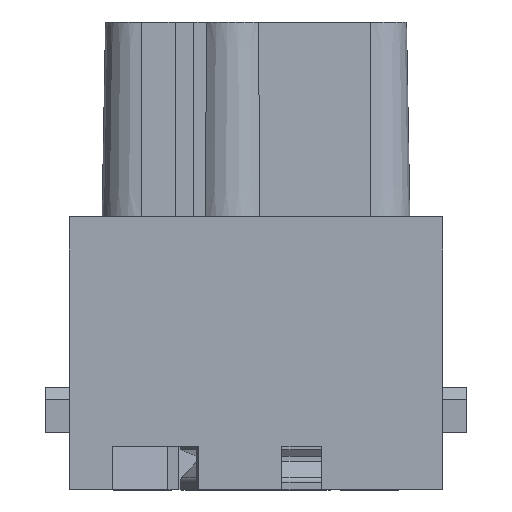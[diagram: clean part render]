
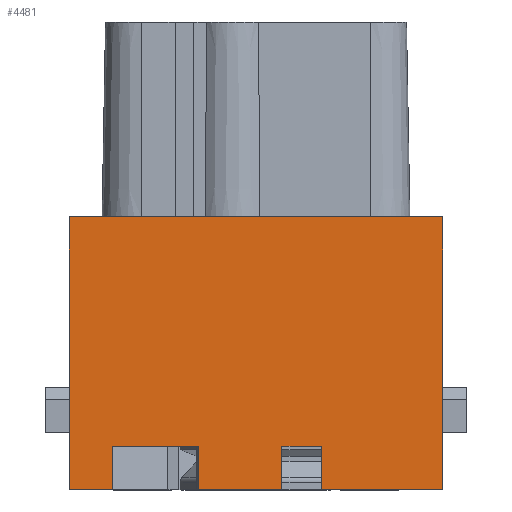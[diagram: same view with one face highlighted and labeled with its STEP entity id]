
A CAD part, left-side view. The second image highlights one B-rep face of the part: STEP entity #4481.
In plain terms, the highlighted planar face has unit normal (-1, 0, 0).
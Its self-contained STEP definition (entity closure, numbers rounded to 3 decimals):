
#4481=ADVANCED_FACE('',(#5527),#5040,.T.);
#5040=PLANE('',#16596);
#5527=FACE_OUTER_BOUND('',#6108,.T.);
#6108=EDGE_LOOP('',(#8105,#8106,#8107,#8108,#8109,#8110,#8111,#8112,#8113,
#8114,#8115,#8116));
#8105=ORIENTED_EDGE('',*,*,#11178,.T.);
#8106=ORIENTED_EDGE('',*,*,#11170,.T.);
#8107=ORIENTED_EDGE('',*,*,#10916,.T.);
#8108=ORIENTED_EDGE('',*,*,#11710,.T.);
#8109=ORIENTED_EDGE('',*,*,#11711,.T.);
#8110=ORIENTED_EDGE('',*,*,#11712,.T.);
#8111=ORIENTED_EDGE('',*,*,#10963,.T.);
#8112=ORIENTED_EDGE('',*,*,#11709,.T.);
#8113=ORIENTED_EDGE('',*,*,#11197,.T.);
#8114=ORIENTED_EDGE('',*,*,#11708,.T.);
#8115=ORIENTED_EDGE('',*,*,#10938,.T.);
#8116=ORIENTED_EDGE('',*,*,#10753,.T.);
#9684=VERTEX_POINT('',#20542);
#9685=VERTEX_POINT('',#20544);
#9840=VERTEX_POINT('',#21020);
#9841=VERTEX_POINT('',#21022);
#9861=VERTEX_POINT('',#21064);
#9883=VERTEX_POINT('',#21110);
#9884=VERTEX_POINT('',#21112);
#10043=VERTEX_POINT('',#21539);
#10061=VERTEX_POINT('',#21589);
#10062=VERTEX_POINT('',#21591);
#10362=VERTEX_POINT('',#22900);
#10363=VERTEX_POINT('',#22902);
#10753=EDGE_CURVE('',#9685,#9684,#13014,.T.);
#10916=EDGE_CURVE('',#9841,#9840,#13138,.T.);
#10938=EDGE_CURVE('',#9861,#9685,#13155,.T.);
#10963=EDGE_CURVE('',#9884,#9883,#13175,.T.);
#11170=EDGE_CURVE('',#10043,#9841,#13348,.T.);
#11178=EDGE_CURVE('',#9684,#10043,#13355,.T.);
#11197=EDGE_CURVE('',#10062,#10061,#13372,.T.);
#11708=EDGE_CURVE('',#10061,#9861,#13767,.T.);
#11709=EDGE_CURVE('',#9883,#10062,#13768,.T.);
#11710=EDGE_CURVE('',#9840,#10362,#13769,.T.);
#11711=EDGE_CURVE('',#10362,#10363,#13770,.T.);
#11712=EDGE_CURVE('',#10363,#9884,#13771,.T.);
#13014=LINE('',#20543,#14247);
#13138=LINE('',#21021,#14371);
#13155=LINE('',#21063,#14388);
#13175=LINE('',#21111,#14408);
#13348=LINE('',#21538,#14581);
#13355=LINE('',#21553,#14588);
#13372=LINE('',#21590,#14605);
#13767=LINE('',#22895,#15000);
#13768=LINE('',#22897,#15001);
#13769=LINE('',#22899,#15002);
#13770=LINE('',#22901,#15003);
#13771=LINE('',#22903,#15004);
#14247=VECTOR('',#17249,1.);
#14371=VECTOR('',#17413,1.);
#14388=VECTOR('',#17440,1.);
#14408=VECTOR('',#17470,1.);
#14581=VECTOR('',#17757,1.);
#14588=VECTOR('',#17768,1.);
#14605=VECTOR('',#17799,1.);
#15000=VECTOR('',#18894,1.);
#15001=VECTOR('',#18897,1.);
#15002=VECTOR('',#18900,1.);
#15003=VECTOR('',#18901,1.);
#15004=VECTOR('',#18902,1.);
#16596=AXIS2_PLACEMENT_3D('',#22904,#18903,#18904);
#17249=DIRECTION('',(0.,0.,1.));
#17413=DIRECTION('',(0.,-1.,0.));
#17440=DIRECTION('',(0.,-1.,0.));
#17470=DIRECTION('',(0.,-1.,0.));
#17757=DIRECTION('',(0.,0.,-1.));
#17768=DIRECTION('',(0.,-1.,0.));
#17799=DIRECTION('',(0.,-1.,0.));
#18894=DIRECTION('',(0.,0.,-1.));
#18897=DIRECTION('',(0.,0.,1.));
#18900=DIRECTION('',(0.,0.,1.));
#18901=DIRECTION('',(0.,1.,0.));
#18902=DIRECTION('',(0.,0.,-1.));
#18903=DIRECTION('',(-1.,0.,0.));
#18904=DIRECTION('',(0.,-1.,0.));
#20542=CARTESIAN_POINT('',(-7.3,-2.1,-1.1));
#20543=CARTESIAN_POINT('',(-7.3,-2.1,10.));
#20544=CARTESIAN_POINT('',(-7.3,-2.1,-4.6));
#21020=CARTESIAN_POINT('',(-7.3,-15.15,-4.6));
#21021=CARTESIAN_POINT('',(-7.3,-5.35,-4.6));
#21022=CARTESIAN_POINT('',(-7.3,-5.3,-4.6));
#21063=CARTESIAN_POINT('',(-7.3,4.635,-4.6));
#21064=CARTESIAN_POINT('',(-7.3,4.635,-4.6));
#21110=CARTESIAN_POINT('',(-7.3,11.631,-4.6));
#21111=CARTESIAN_POINT('',(-7.3,15.15,-4.6));
#21112=CARTESIAN_POINT('',(-7.3,15.15,-4.6));
#21538=CARTESIAN_POINT('',(-7.3,-5.3,10.));
#21539=CARTESIAN_POINT('',(-7.3,-5.3,-1.1));
#21553=CARTESIAN_POINT('',(-7.3,-2.05,-1.1));
#21589=CARTESIAN_POINT('',(-7.3,4.635,-1.1));
#21590=CARTESIAN_POINT('',(-7.3,11.631,-1.1));
#21591=CARTESIAN_POINT('',(-7.3,11.631,-1.1));
#22895=CARTESIAN_POINT('',(-7.3,4.635,-1.1));
#22897=CARTESIAN_POINT('',(-7.3,11.631,-4.6));
#22899=CARTESIAN_POINT('',(-7.3,-15.15,-4.6));
#22900=CARTESIAN_POINT('',(-7.3,-15.15,17.5));
#22901=CARTESIAN_POINT('',(-7.3,-15.15,17.5));
#22902=CARTESIAN_POINT('',(-7.3,15.15,17.5));
#22903=CARTESIAN_POINT('',(-7.3,15.15,17.5));
#22904=CARTESIAN_POINT('',(-7.3,15.25,-4.7));
